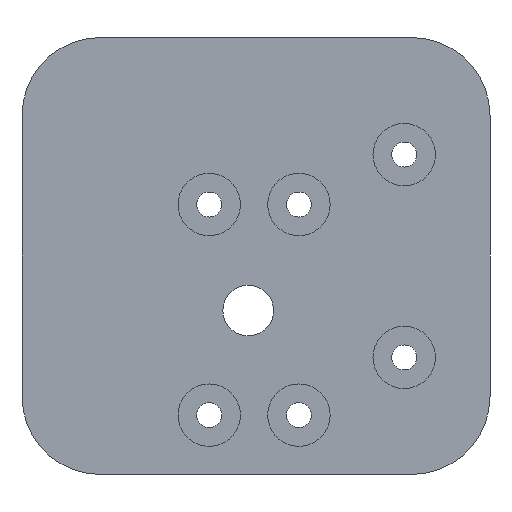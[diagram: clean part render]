
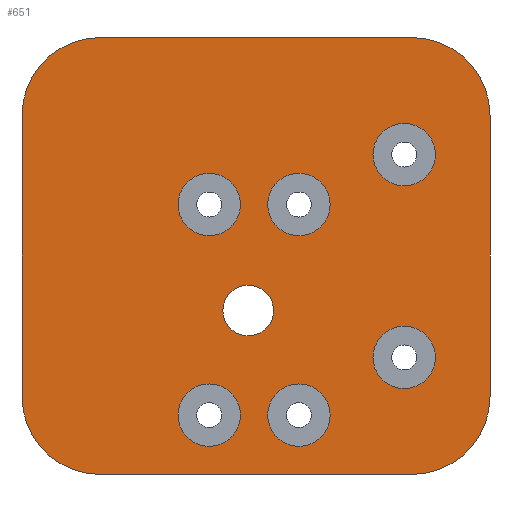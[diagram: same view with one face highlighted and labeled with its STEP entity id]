
A CAD part, front view. The second image highlights one B-rep face of the part: STEP entity #651.
In plain terms, the highlighted planar face has unit normal (0, -1, 0).
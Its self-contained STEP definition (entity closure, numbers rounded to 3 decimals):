
#15=FACE_BOUND('',#93,.T.);
#16=FACE_BOUND('',#94,.T.);
#17=FACE_BOUND('',#95,.T.);
#18=FACE_BOUND('',#96,.T.);
#19=FACE_BOUND('',#97,.T.);
#20=FACE_BOUND('',#98,.T.);
#21=FACE_BOUND('',#99,.T.);
#36=PLANE('',#703);
#56=FACE_OUTER_BOUND('',#92,.T.);
#92=EDGE_LOOP('',(#451,#452,#453,#454,#455,#456,#457,#458));
#93=EDGE_LOOP('',(#459));
#94=EDGE_LOOP('',(#460));
#95=EDGE_LOOP('',(#461));
#96=EDGE_LOOP('',(#462));
#97=EDGE_LOOP('',(#463));
#98=EDGE_LOOP('',(#464));
#99=EDGE_LOOP('',(#465));
#150=LINE('',#1007,#197);
#151=LINE('',#1011,#198);
#152=LINE('',#1015,#199);
#153=LINE('',#1018,#200);
#197=VECTOR('',#794,10.);
#198=VECTOR('',#797,10.);
#199=VECTOR('',#800,10.);
#200=VECTOR('',#803,10.);
#242=CIRCLE('',#701,10.);
#244=CIRCLE('',#704,10.);
#245=CIRCLE('',#705,10.);
#246=CIRCLE('',#706,10.);
#247=CIRCLE('',#707,3.25);
#248=CIRCLE('',#708,4.);
#249=CIRCLE('',#709,4.);
#250=CIRCLE('',#710,4.);
#251=CIRCLE('',#711,4.);
#252=CIRCLE('',#712,4.);
#253=CIRCLE('',#713,4.);
#288=VERTEX_POINT('',#997);
#289=VERTEX_POINT('',#998);
#292=VERTEX_POINT('',#1006);
#293=VERTEX_POINT('',#1008);
#294=VERTEX_POINT('',#1010);
#295=VERTEX_POINT('',#1012);
#296=VERTEX_POINT('',#1014);
#297=VERTEX_POINT('',#1016);
#298=VERTEX_POINT('',#1019);
#299=VERTEX_POINT('',#1021);
#300=VERTEX_POINT('',#1023);
#301=VERTEX_POINT('',#1025);
#302=VERTEX_POINT('',#1027);
#303=VERTEX_POINT('',#1029);
#304=VERTEX_POINT('',#1031);
#354=EDGE_CURVE('',#288,#289,#242,.T.);
#358=EDGE_CURVE('',#288,#292,#150,.T.);
#359=EDGE_CURVE('',#293,#292,#244,.T.);
#360=EDGE_CURVE('',#293,#294,#151,.T.);
#361=EDGE_CURVE('',#295,#294,#245,.T.);
#362=EDGE_CURVE('',#295,#296,#152,.T.);
#363=EDGE_CURVE('',#297,#296,#246,.T.);
#364=EDGE_CURVE('',#297,#289,#153,.T.);
#365=EDGE_CURVE('',#298,#298,#247,.T.);
#366=EDGE_CURVE('',#299,#299,#248,.T.);
#367=EDGE_CURVE('',#300,#300,#249,.T.);
#368=EDGE_CURVE('',#301,#301,#250,.T.);
#369=EDGE_CURVE('',#302,#302,#251,.T.);
#370=EDGE_CURVE('',#303,#303,#252,.T.);
#371=EDGE_CURVE('',#304,#304,#253,.T.);
#451=ORIENTED_EDGE('',*,*,#354,.F.);
#452=ORIENTED_EDGE('',*,*,#358,.T.);
#453=ORIENTED_EDGE('',*,*,#359,.F.);
#454=ORIENTED_EDGE('',*,*,#360,.T.);
#455=ORIENTED_EDGE('',*,*,#361,.F.);
#456=ORIENTED_EDGE('',*,*,#362,.T.);
#457=ORIENTED_EDGE('',*,*,#363,.F.);
#458=ORIENTED_EDGE('',*,*,#364,.T.);
#459=ORIENTED_EDGE('',*,*,#365,.T.);
#460=ORIENTED_EDGE('',*,*,#366,.T.);
#461=ORIENTED_EDGE('',*,*,#367,.T.);
#462=ORIENTED_EDGE('',*,*,#368,.T.);
#463=ORIENTED_EDGE('',*,*,#369,.T.);
#464=ORIENTED_EDGE('',*,*,#370,.T.);
#465=ORIENTED_EDGE('',*,*,#371,.T.);
#651=ADVANCED_FACE('',(#56,#15,#16,#17,#18,#19,#20,#21),#36,.F.);
#701=AXIS2_PLACEMENT_3D('',#999,#786,#787);
#703=AXIS2_PLACEMENT_3D('',#1005,#792,#793);
#704=AXIS2_PLACEMENT_3D('',#1009,#795,#796);
#705=AXIS2_PLACEMENT_3D('',#1013,#798,#799);
#706=AXIS2_PLACEMENT_3D('',#1017,#801,#802);
#707=AXIS2_PLACEMENT_3D('',#1020,#804,#805);
#708=AXIS2_PLACEMENT_3D('',#1022,#806,#807);
#709=AXIS2_PLACEMENT_3D('',#1024,#808,#809);
#710=AXIS2_PLACEMENT_3D('',#1026,#810,#811);
#711=AXIS2_PLACEMENT_3D('',#1028,#812,#813);
#712=AXIS2_PLACEMENT_3D('',#1030,#814,#815);
#713=AXIS2_PLACEMENT_3D('',#1032,#816,#817);
#786=DIRECTION('center_axis',(0.,1.,0.));
#787=DIRECTION('ref_axis',(-0.707,0.,0.707));
#792=DIRECTION('center_axis',(0.,1.,0.));
#793=DIRECTION('ref_axis',(-1.,0.,0.));
#794=DIRECTION('',(0.,0.,-1.));
#795=DIRECTION('center_axis',(0.,1.,0.));
#796=DIRECTION('ref_axis',(-0.707,0.,-0.707));
#797=DIRECTION('',(1.,0.,0.));
#798=DIRECTION('center_axis',(0.,1.,0.));
#799=DIRECTION('ref_axis',(0.707,0.,-0.707));
#800=DIRECTION('',(0.,0.,1.));
#801=DIRECTION('center_axis',(0.,1.,0.));
#802=DIRECTION('ref_axis',(0.707,0.,0.707));
#803=DIRECTION('',(-1.,0.,0.));
#804=DIRECTION('center_axis',(0.,1.,0.));
#805=DIRECTION('ref_axis',(0.,0.,1.));
#806=DIRECTION('center_axis',(0.,1.,0.));
#807=DIRECTION('ref_axis',(1.,0.,0.));
#808=DIRECTION('center_axis',(0.,1.,0.));
#809=DIRECTION('ref_axis',(1.,0.,0.));
#810=DIRECTION('center_axis',(0.,1.,0.));
#811=DIRECTION('ref_axis',(1.,0.,0.));
#812=DIRECTION('center_axis',(0.,1.,0.));
#813=DIRECTION('ref_axis',(1.,0.,0.));
#814=DIRECTION('center_axis',(0.,1.,0.));
#815=DIRECTION('ref_axis',(1.,0.,0.));
#816=DIRECTION('center_axis',(0.,1.,0.));
#817=DIRECTION('ref_axis',(1.,0.,0.));
#997=CARTESIAN_POINT('',(-39.,149.82,18.));
#998=CARTESIAN_POINT('',(-29.,149.82,28.));
#999=CARTESIAN_POINT('Origin',(-29.,149.82,18.));
#1005=CARTESIAN_POINT('Origin',(0.,149.82,0.));
#1006=CARTESIAN_POINT('',(-39.,149.82,-18.));
#1007=CARTESIAN_POINT('',(-39.,149.82,-14.));
#1008=CARTESIAN_POINT('',(-29.,149.82,-28.));
#1009=CARTESIAN_POINT('Origin',(-29.,149.82,-18.));
#1010=CARTESIAN_POINT('',(11.,149.82,-28.));
#1011=CARTESIAN_POINT('',(10.5,149.82,-28.));
#1012=CARTESIAN_POINT('',(21.,149.82,-18.));
#1013=CARTESIAN_POINT('Origin',(11.,149.82,-18.));
#1014=CARTESIAN_POINT('',(21.,149.82,18.));
#1015=CARTESIAN_POINT('',(21.,149.82,14.));
#1016=CARTESIAN_POINT('',(11.,149.82,28.));
#1017=CARTESIAN_POINT('Origin',(11.,149.82,18.));
#1018=CARTESIAN_POINT('',(-19.5,149.82,28.));
#1019=CARTESIAN_POINT('',(-10.,149.82,-10.25));
#1020=CARTESIAN_POINT('Origin',(-10.,149.82,-7.));
#1021=CARTESIAN_POINT('',(-19.,149.82,6.6));
#1022=CARTESIAN_POINT('Origin',(-15.,149.82,6.6));
#1023=CARTESIAN_POINT('',(6.,149.82,-13.));
#1024=CARTESIAN_POINT('Origin',(10.,149.82,-13.));
#1025=CARTESIAN_POINT('',(-7.5,149.82,6.6));
#1026=CARTESIAN_POINT('Origin',(-3.5,149.82,6.6));
#1027=CARTESIAN_POINT('',(-19.,149.82,-20.4));
#1028=CARTESIAN_POINT('Origin',(-15.,149.82,-20.4));
#1029=CARTESIAN_POINT('',(-7.5,149.82,-20.4));
#1030=CARTESIAN_POINT('Origin',(-3.5,149.82,-20.4));
#1031=CARTESIAN_POINT('',(6.,149.82,13.));
#1032=CARTESIAN_POINT('Origin',(10.,149.82,13.));
